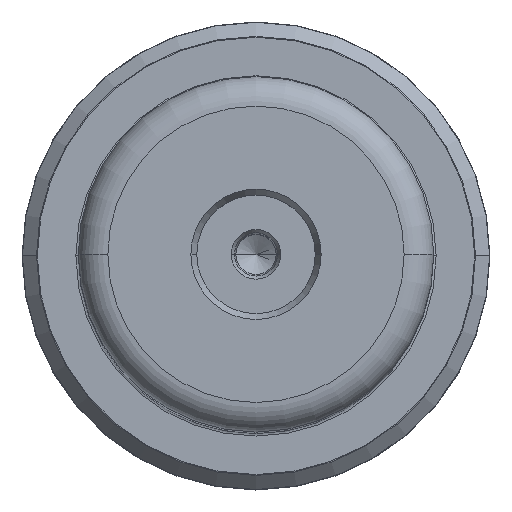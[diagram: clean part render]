
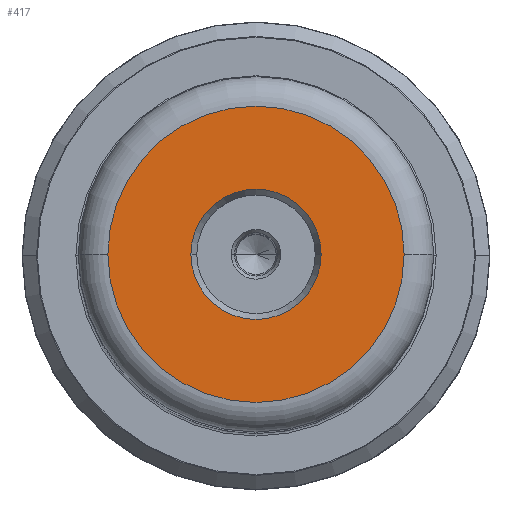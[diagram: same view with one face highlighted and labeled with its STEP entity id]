
A CAD part, top view. The second image highlights one B-rep face of the part: STEP entity #417.
In plain terms, the highlighted planar face has unit normal (0, 0, 1).
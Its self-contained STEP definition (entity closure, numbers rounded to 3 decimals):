
#232 = DIRECTION ( 'NONE',  ( 0., 0., 1. ) ) ;
#392 = AXIS2_PLACEMENT_3D ( 'NONE', #3810, #3148, #1119 ) ;
#417 = ADVANCED_FACE ( 'NONE', ( #1933, #2587 ), #3940, .T. ) ;
#483 = CARTESIAN_POINT ( 'NONE',  ( -25.017, 0., 212. ) ) ;
#530 = CARTESIAN_POINT ( 'NONE',  ( 11., 0., 212. ) ) ;
#863 = CARTESIAN_POINT ( 'NONE',  ( 0., 0., 212. ) ) ;
#884 = DIRECTION ( 'NONE',  ( 1., 0., 0. ) ) ;
#922 = AXIS2_PLACEMENT_3D ( 'NONE', #3318, #3271, #4301 ) ;
#1010 = EDGE_LOOP ( 'NONE', ( #3273, #1560 ) ) ;
#1119 = DIRECTION ( 'NONE',  ( 1., 0., 0. ) ) ;
#1156 = AXIS2_PLACEMENT_3D ( 'NONE', #3435, #4087, #2383 ) ;
#1437 = EDGE_CURVE ( 'NONE', #2062, #2765, #2597, .T. ) ;
#1560 = ORIENTED_EDGE ( 'NONE', *, *, #1785, .T. ) ;
#1576 = CIRCLE ( 'NONE', #1156, 11. ) ;
#1691 = ORIENTED_EDGE ( 'NONE', *, *, #4201, .T. ) ;
#1785 = EDGE_CURVE ( 'NONE', #1863, #4393, #4356, .T. ) ;
#1863 = VERTEX_POINT ( 'NONE', #4389 ) ;
#1933 = FACE_BOUND ( 'NONE', #1010, .T. ) ;
#1956 = CARTESIAN_POINT ( 'NONE',  ( 25.017, 0., 212. ) ) ;
#1959 = DIRECTION ( 'NONE',  ( 0., 0., 1. ) ) ;
#2025 = CARTESIAN_POINT ( 'NONE',  ( 0., 0., 212. ) ) ;
#2062 = VERTEX_POINT ( 'NONE', #483 ) ;
#2323 = DIRECTION ( 'NONE',  ( 1., 0., 0. ) ) ;
#2329 = CIRCLE ( 'NONE', #392, 25.017 ) ;
#2383 = DIRECTION ( 'NONE',  ( 1., 0., 0. ) ) ;
#2428 = ORIENTED_EDGE ( 'NONE', *, *, #1437, .T. ) ;
#2587 = FACE_OUTER_BOUND ( 'NONE', #3269, .T. ) ;
#2597 = CIRCLE ( 'NONE', #2953, 25.017 ) ;
#2765 = VERTEX_POINT ( 'NONE', #1956 ) ;
#2897 = EDGE_CURVE ( 'NONE', #4393, #1863, #1576, .T. ) ;
#2953 = AXIS2_PLACEMENT_3D ( 'NONE', #2025, #1959, #2323 ) ;
#3148 = DIRECTION ( 'NONE',  ( 0., 0., 1. ) ) ;
#3269 = EDGE_LOOP ( 'NONE', ( #1691, #2428 ) ) ;
#3271 = DIRECTION ( 'NONE',  ( 0., 0., -1. ) ) ;
#3273 = ORIENTED_EDGE ( 'NONE', *, *, #2897, .T. ) ;
#3318 = CARTESIAN_POINT ( 'NONE',  ( 0., 0., 212. ) ) ;
#3435 = CARTESIAN_POINT ( 'NONE',  ( 0., 0., 212. ) ) ;
#3554 = AXIS2_PLACEMENT_3D ( 'NONE', #863, #232, #884 ) ;
#3810 = CARTESIAN_POINT ( 'NONE',  ( 0., 0., 212. ) ) ;
#3940 = PLANE ( 'NONE',  #3554 ) ;
#4087 = DIRECTION ( 'NONE',  ( 0., 0., -1. ) ) ;
#4201 = EDGE_CURVE ( 'NONE', #2765, #2062, #2329, .T. ) ;
#4301 = DIRECTION ( 'NONE',  ( 1., 0., 0. ) ) ;
#4356 = CIRCLE ( 'NONE', #922, 11. ) ;
#4389 = CARTESIAN_POINT ( 'NONE',  ( -11., 0., 212. ) ) ;
#4393 = VERTEX_POINT ( 'NONE', #530 ) ;
